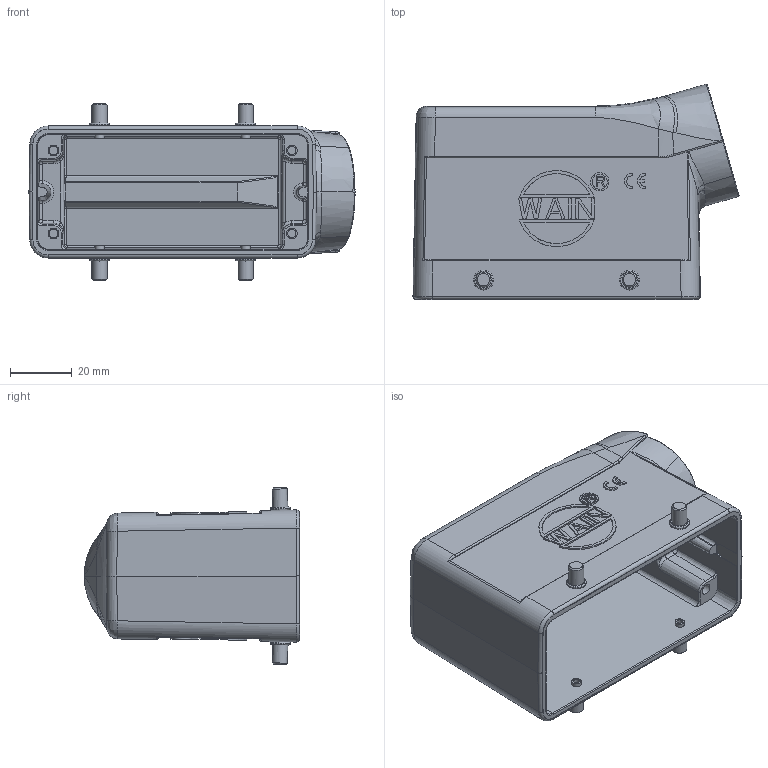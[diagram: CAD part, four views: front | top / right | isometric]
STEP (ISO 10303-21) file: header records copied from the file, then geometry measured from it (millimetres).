
FILE_DESCRIPTION(/* description */ (''),/* implementation_level */ '2;1');
FILE_NAME(/* name */ '3D_1116165351011_EMC.H16B-SE-4B-PG21_V1.0_stp.stp',/* time_stamp */ '2024-03-18T15:54:38+08:00',/* author */ (''),/* organization */ (''),/* preprocessor_version */ 'ST-DEVELOPER v18.1',/* originating_system */ 'SIEMENS PLM Software NX 1980',/* authorisation */ '');
FILE_SCHEMA (('FEATURE_BASED_PROCESS_PLANNING'));
Length unit declared in the file: millimetre
Products named in the file (1): 3D_1116165351011_EMC.H16B-SE-4B-PG21_V1.0_stp
Bounding box: 106.04 x 70.13 x 57.45 mm (x, y, z)
Volume: 67650.8 mm3; surface area: 40869.5 mm2
Topology: 1 solids, 1 shells, 519 faces, 1265 edges, 792 vertices
Faces by surface type: plane 262, cylinder 121, bspline 56, torus 35, cone 29, sphere 8, extrusion 8
Full cylindrical faces by diameter (mm): 1.9 x4, 2.7 x4, 3 x4, 3.5 x4, 4.9 x6, 5.99 x2, 6.5 x4, 24 x1, 26.7 x1
Entity records: 17068 total; most frequent: CARTESIAN_POINT 5571, ORIENTED_EDGE 2368, DIRECTION 2250, EDGE_CURVE 1184, AXIS2_PLACEMENT_3D 771, VERTEX_POINT 768, VECTOR 708, LINE 700
